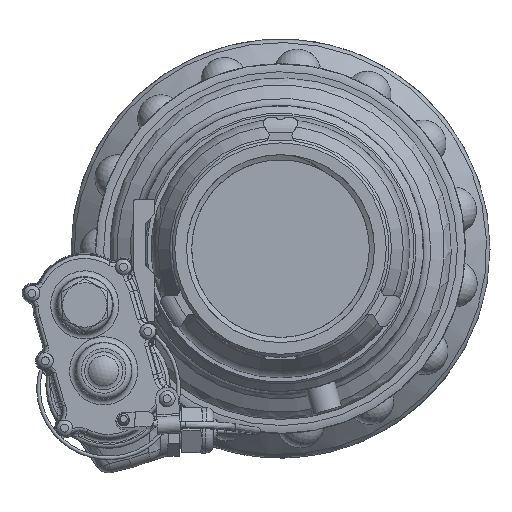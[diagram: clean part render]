
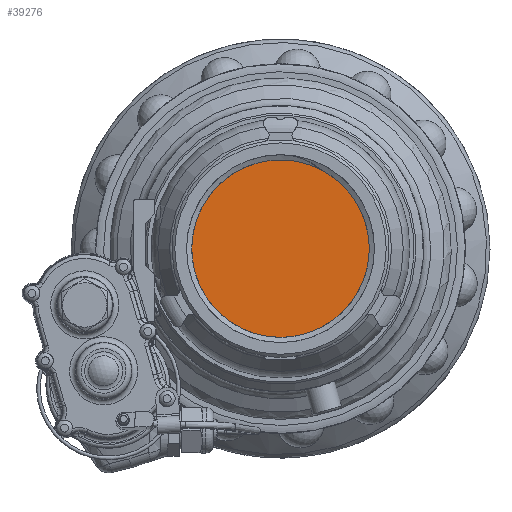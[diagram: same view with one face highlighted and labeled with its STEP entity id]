
A CAD part, front view. The second image highlights one B-rep face of the part: STEP entity #39276.
In plain terms, the highlighted planar face has unit normal (0, -1, 0).
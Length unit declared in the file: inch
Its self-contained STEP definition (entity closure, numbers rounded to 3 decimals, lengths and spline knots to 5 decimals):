
#46 = CARTESIAN_POINT ( 'NONE',  ( 0., -4.67515, -1.5425 ) ) ;
#4544 = CARTESIAN_POINT ( 'NONE',  ( -1.5425, -4.67515, 0. ) ) ;
#4732 = EDGE_CURVE ( 'NONE', #23734, #23734, #24653, .T. ) ;
#7561 = PLANE ( 'NONE',  #13163 ) ;
#7706 = DIRECTION ( 'NONE',  ( 0., 1., 0. ) ) ;
#13163 = AXIS2_PLACEMENT_3D ( 'NONE', #4544, #7706, #29754 ) ;
#22191 = EDGE_LOOP ( 'NONE', ( #38228 ) ) ;
#23734 = VERTEX_POINT ( 'NONE', #46 ) ;
#24653 = CIRCLE ( 'NONE', #28677, 1.5425 ) ;
#28274 = DIRECTION ( 'NONE',  ( 0., 0., -1. ) ) ;
#28456 = DIRECTION ( 'NONE',  ( 0., 1., 0. ) ) ;
#28586 = CARTESIAN_POINT ( 'NONE',  ( 0., -4.67515, 0. ) ) ;
#28677 = AXIS2_PLACEMENT_3D ( 'NONE', #28586, #28456, #28274 ) ;
#29754 = DIRECTION ( 'NONE',  ( 0., 0., -1. ) ) ;
#29819 = FACE_OUTER_BOUND ( 'NONE', #22191, .T. ) ;
#38228 = ORIENTED_EDGE ( 'NONE', *, *, #4732, .F. ) ;
#39276 = ADVANCED_FACE ( 'NONE', ( #29819 ), #7561, .F. ) ;
